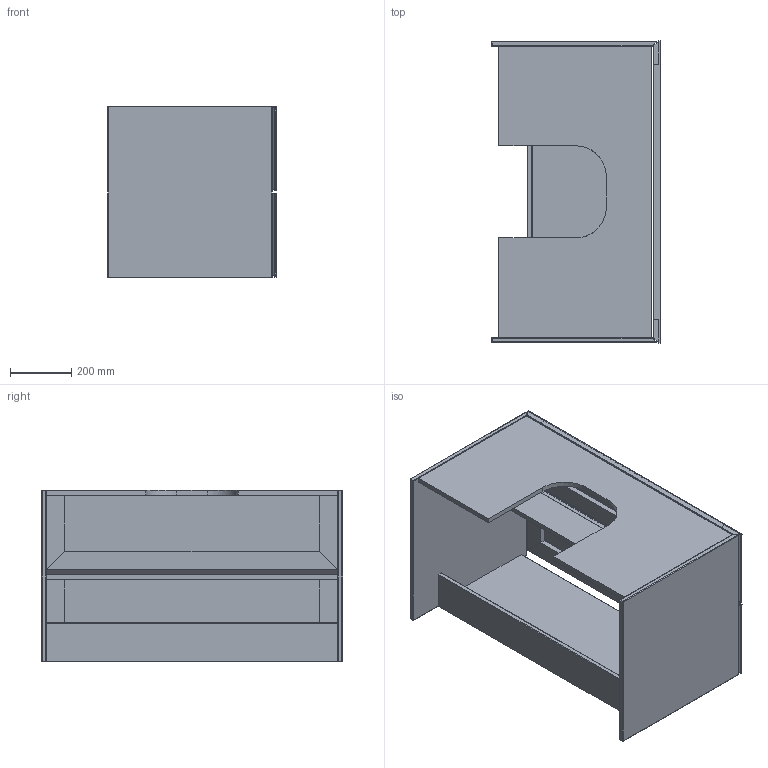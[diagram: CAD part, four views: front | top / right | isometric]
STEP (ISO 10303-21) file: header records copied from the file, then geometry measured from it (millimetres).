
FILE_DESCRIPTION(('CATIA V6 STEP','CAx-IF Rec.Pracs.--- Model Styling and Organization---1.5--- 2016-08-15','CAx-IF Rec.Pracs.---Supplemental Geometry---1.0---2011-11-01','CAx-IF Rec.Pracs.--- Composite Materials ---3.4---2017-06-13','CAx-IF Rec.Pracs.---Tessellated 3D Geometry---1.0---2015-12-17'),'2;1');
FILE_NAME('prd-HG-00308892.stp','2022-11-17T14:17:36+00:00',('none'),('none'),'3DEXPERIENCE Platform3DEXPERIENCE R2021x HotFix 8','3DEXPERIENCE Platform STEP AP242 v2','none');
FILE_SCHEMA(('AP242_MANAGED_MODEL_BASED_3D_ENGINEERING_MIM_LF {1 0 10303 442 1 1 4}'));
Length unit declared in the file: millimetre
Products named in the file (2): P-2_HG_Xevolos_E_WTU_MW_980_2SK_K.AWTge; P-2_ZUS_WXUU098
Assembly tree (1 placements, depth 2):
  P-2_HG_Xevolos_E_WTU_MW_980_2SK_K.AWTge
    P-2_ZUS_WXUU098
Bounding box: 548.3 x 982.4 x 558 mm (x, y, z)
Volume: 30192147.3 mm3; surface area: 5004660.4 mm2
Topology: 16 solids, 16 shells, 244 faces, 564 edges, 340 vertices
Faces by surface type: plane 162, cylinder 70, sphere 12
Entity records: 7270 total; most frequent: CARTESIAN_POINT 1942, ORIENTED_EDGE 1104, DIRECTION 982, EDGE_CURVE 552, VECTOR 412, LINE 412, VERTEX_POINT 340, AXIS2_PLACEMENT_3D 327
